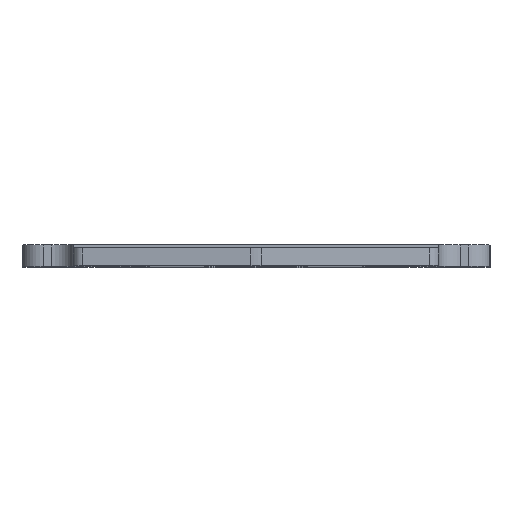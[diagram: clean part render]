
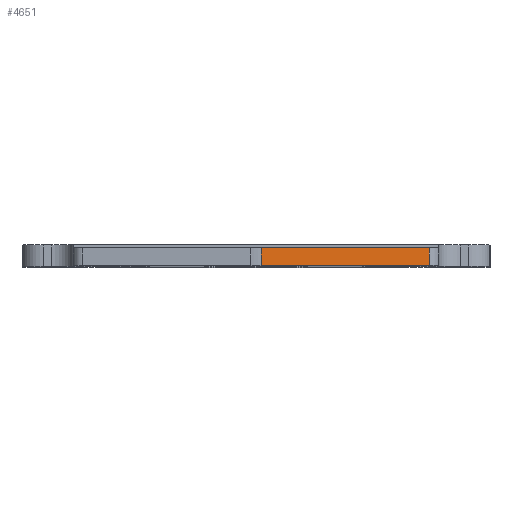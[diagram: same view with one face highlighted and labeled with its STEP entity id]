
A CAD part, top view. The second image highlights one B-rep face of the part: STEP entity #4651.
In plain terms, the highlighted planar face has unit normal (0.094, 0, 0.996).
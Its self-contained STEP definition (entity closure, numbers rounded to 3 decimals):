
#197=PLANE('',#5135);
#380=FACE_OUTER_BOUND('',#684,.T.);
#684=EDGE_LOOP('',(#4062,#4063,#4064,#4065));
#931=LINE('',#7277,#1355);
#993=LINE('',#7563,#1417);
#1109=LINE('',#7827,#1533);
#1110=LINE('',#7828,#1534);
#1355=VECTOR('',#5809,10.);
#1417=VECTOR('',#6047,10.);
#1533=VECTOR('',#6393,10.);
#1534=VECTOR('',#6394,10.);
#2106=VERTEX_POINT('',#7274);
#2107=VERTEX_POINT('',#7276);
#2242=VERTEX_POINT('',#7560);
#2243=VERTEX_POINT('',#7562);
#2619=EDGE_CURVE('',#2107,#2106,#931,.T.);
#2762=EDGE_CURVE('',#2243,#2242,#993,.T.);
#2897=EDGE_CURVE('',#2107,#2242,#1109,.T.);
#2898=EDGE_CURVE('',#2243,#2106,#1110,.T.);
#4062=ORIENTED_EDGE('',*,*,#2762,.T.);
#4063=ORIENTED_EDGE('',*,*,#2897,.F.);
#4064=ORIENTED_EDGE('',*,*,#2619,.T.);
#4065=ORIENTED_EDGE('',*,*,#2898,.F.);
#4651=ADVANCED_FACE('',(#380),#197,.T.);
#5135=AXIS2_PLACEMENT_3D('',#7826,#6391,#6392);
#5809=DIRECTION('',(0.996,0.,-0.094));
#6047=DIRECTION('',(-0.996,0.,0.094));
#6391=DIRECTION('center_axis',(0.094,0.,0.996));
#6392=DIRECTION('ref_axis',(0.996,0.,-0.094));
#6393=DIRECTION('',(0.,1.,0.));
#6394=DIRECTION('',(0.,-1.,0.));
#7274=CARTESIAN_POINT('',(47.344,0.,-1.515));
#7276=CARTESIAN_POINT('',(31.719,0.,-0.044));
#7277=CARTESIAN_POINT('',(31.25,0.,0.));
#7560=CARTESIAN_POINT('',(31.719,1.65,-0.044));
#7562=CARTESIAN_POINT('',(47.344,1.65,-1.515));
#7563=CARTESIAN_POINT('',(31.375,1.65,-0.012));
#7826=CARTESIAN_POINT('Origin',(31.25,0.,0.));
#7827=CARTESIAN_POINT('',(31.719,0.,-0.044));
#7828=CARTESIAN_POINT('',(47.344,0.,-1.515));
